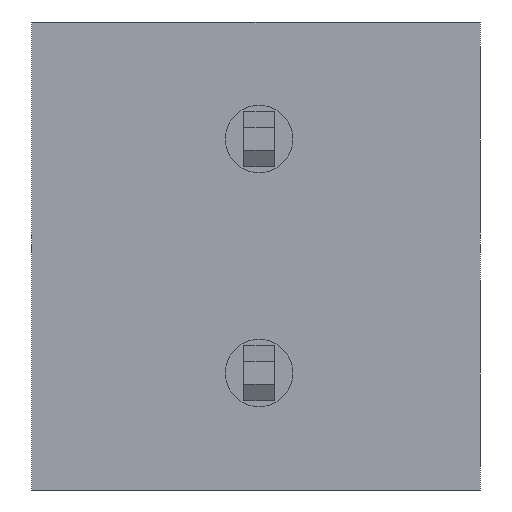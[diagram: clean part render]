
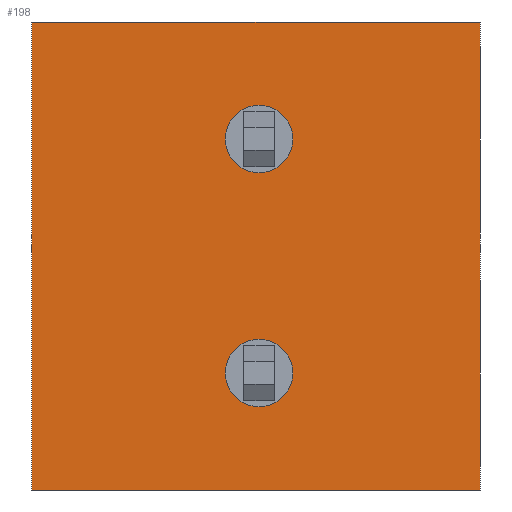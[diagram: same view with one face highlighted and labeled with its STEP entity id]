
A CAD part, front view. The second image highlights one B-rep face of the part: STEP entity #198.
In plain terms, the highlighted planar face has unit normal (0, -1, 0).
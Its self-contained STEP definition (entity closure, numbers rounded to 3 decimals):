
#198=ADVANCED_FACE('',(#495,#496,#497),#498,.T.);
#495=FACE_OUTER_BOUND('',#892,.T.);
#496=FACE_BOUND('',#893,.T.);
#497=FACE_BOUND('',#894,.T.);
#498=PLANE('',#895);
#892=EDGE_LOOP('',(#1437,#1438,#1439,#1440));
#893=EDGE_LOOP('',(#1441,#1442));
#894=EDGE_LOOP('',(#1443,#1444));
#895=AXIS2_PLACEMENT_3D('',#1445,#1446,#1447);
#1437=ORIENTED_EDGE('',*,*,#2381,.F.);
#1438=ORIENTED_EDGE('',*,*,#2490,.F.);
#1439=ORIENTED_EDGE('',*,*,#2439,.F.);
#1440=ORIENTED_EDGE('',*,*,#2455,.T.);
#1441=ORIENTED_EDGE('',*,*,#2491,.F.);
#1442=ORIENTED_EDGE('',*,*,#2492,.F.);
#1443=ORIENTED_EDGE('',*,*,#2493,.F.);
#1444=ORIENTED_EDGE('',*,*,#2494,.F.);
#1445=CARTESIAN_POINT('',(-7.3,0.0,-2.215));
#1446=DIRECTION('',(0.0,-1.0,0.0));
#1447=DIRECTION('',(0.0,0.0,-1.0));
#2381=EDGE_CURVE('',#2850,#2851,#2852,.T.);
#2439=EDGE_CURVE('',#2947,#2949,#2950,.T.);
#2455=EDGE_CURVE('',#2947,#2851,#2976,.T.);
#2490=EDGE_CURVE('',#2949,#2850,#3027,.T.);
#2491=EDGE_CURVE('',#3028,#3029,#3030,.T.);
#2492=EDGE_CURVE('',#3029,#3028,#3031,.T.);
#2493=EDGE_CURVE('',#3032,#3033,#3034,.T.);
#2494=EDGE_CURVE('',#3033,#3032,#3035,.T.);
#2850=VERTEX_POINT('',#3531);
#2851=VERTEX_POINT('',#3532);
#2852=LINE('',#3533,#3534);
#2947=VERTEX_POINT('',#3661);
#2949=VERTEX_POINT('',#3664);
#2950=LINE('',#3665,#3666);
#2976=LINE('',#3703,#3704);
#3027=LINE('',#3982,#3983);
#3028=VERTEX_POINT('',#3984);
#3029=VERTEX_POINT('',#3985);
#3030=CIRCLE('',#3986,0.55);
#3031=CIRCLE('',#3987,0.55);
#3032=VERTEX_POINT('',#3988);
#3033=VERTEX_POINT('',#3989);
#3034=CIRCLE('',#3990,0.55);
#3035=CIRCLE('',#3991,0.55);
#3531=CARTESIAN_POINT('',(-7.3,0.0,-7.62));
#3532=CARTESIAN_POINT('',(-7.3,0.0,0.0));
#3533=CARTESIAN_POINT('',(-7.3,0.0,-6.905));
#3534=VECTOR('',#4616,1.0);
#3661=CARTESIAN_POINT('',(0.0,0.0,0.0));
#3664=CARTESIAN_POINT('',(0.0,0.0,-7.62));
#3665=CARTESIAN_POINT('',(0.0,0.0,-6.905));
#3666=VECTOR('',#4689,1.0);
#3703=CARTESIAN_POINT('',(49.547,0.0,0.));
#3704=VECTOR('',#4710,1.0);
#3982=CARTESIAN_POINT('',(49.547,0.0,-7.62));
#3983=VECTOR('',#4755,1.0);
#3984=CARTESIAN_POINT('',(-4.15,0.0,-5.715));
#3985=CARTESIAN_POINT('',(-3.05,0.0,-5.715));
#3986=AXIS2_PLACEMENT_3D('',#4756,#4757,#4758);
#3987=AXIS2_PLACEMENT_3D('',#4759,#4760,#4761);
#3988=CARTESIAN_POINT('',(-3.05,0.0,-1.905));
#3989=CARTESIAN_POINT('',(-4.15,0.0,-1.905));
#3990=AXIS2_PLACEMENT_3D('',#4762,#4763,#4764);
#3991=AXIS2_PLACEMENT_3D('',#4765,#4766,#4767);
#4616=DIRECTION('',(0.,0.0,1.0));
#4689=DIRECTION('',(0.,0.0,-1.0));
#4710=DIRECTION('',(-1.0,0.0,0.));
#4755=DIRECTION('',(-1.0,0.0,0.));
#4756=CARTESIAN_POINT('',(-3.6,0.0,-5.715));
#4757=DIRECTION('',(0.0,-1.0,0.0));
#4758=DIRECTION('',(-1.0,0.0,0.));
#4759=CARTESIAN_POINT('',(-3.6,0.0,-5.715));
#4760=DIRECTION('',(0.0,-1.0,0.0));
#4761=DIRECTION('',(-1.0,0.0,0.));
#4762=CARTESIAN_POINT('',(-3.6,0.0,-1.905));
#4763=DIRECTION('',(0.0,-1.0,0.0));
#4764=DIRECTION('',(-1.0,0.0,0.));
#4765=CARTESIAN_POINT('',(-3.6,0.0,-1.905));
#4766=DIRECTION('',(0.0,-1.0,0.0));
#4767=DIRECTION('',(-1.0,0.0,0.));
